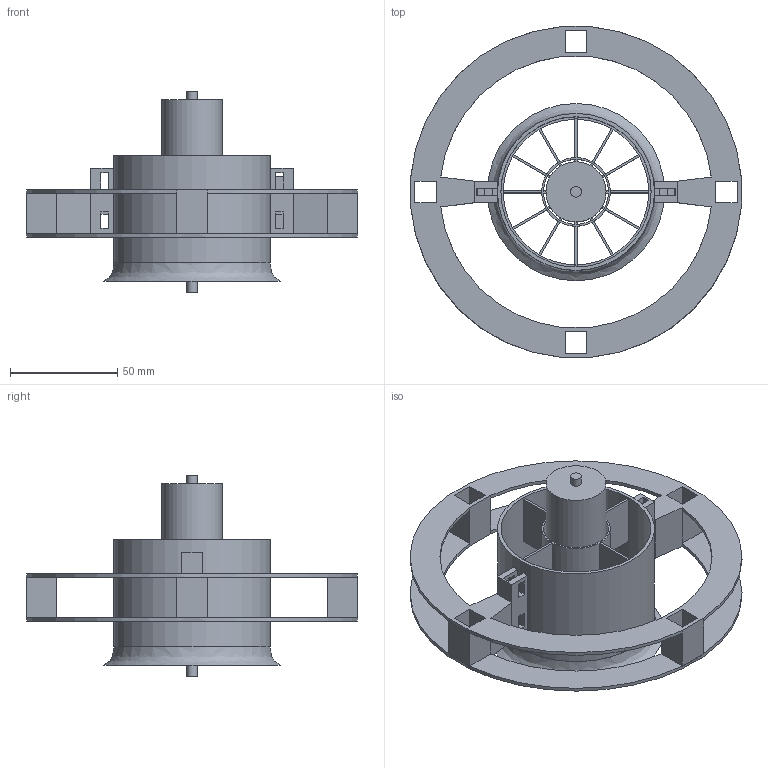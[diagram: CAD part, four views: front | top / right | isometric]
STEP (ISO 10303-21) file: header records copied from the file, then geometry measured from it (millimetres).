
FILE_DESCRIPTION(/* description */ (''),/* implementation_level */ '2;1');
FILE_NAME(/* name */ 'EDFholder3 v12.step',/* time_stamp */ '2021-11-27T14:51:25-05:00',/* author */ (''),/* organization */ (''),/* preprocessor_version */ 'ST-DEVELOPER v18.1',/* originating_system */ 'Autodesk Translation Framework v10.10.0.1391',/* authorisation */ '');
FILE_SCHEMA (('AUTOMOTIVE_DESIGN { 1 0 10303 214 3 1 1 }'));
Length unit declared in the file: millimetre
Products named in the file (7): EDFholder3; EDFholder; edfclamp; EDF; motor; shroud; blades
Assembly tree (7 placements, depth 3):
  EDFholder3
    edfclamp  x2
    EDFholder
    EDF
      motor
      shroud
      blades
Bounding box: 154.56 x 154.56 x 94 mm (x, y, z)
Volume: 103412.5 mm3; surface area: 97448.1 mm2
Topology: 24 solids, 24 shells, 278 faces, 672 edges, 436 vertices
Faces by surface type: plane 256, cylinder 20, bspline 2
Full cylindrical faces by diameter (mm): 5 x2, 28 x1, 30.25 x1, 69.95 x1, 73.13 x1
Entity records: 7447 total; most frequent: CARTESIAN_POINT 1427, ORIENTED_EDGE 1176, DIRECTION 1168, EDGE_CURVE 588, LINE 526, VECTOR 526, VERTEX_POINT 380, AXIS2_PLACEMENT_3D 321
